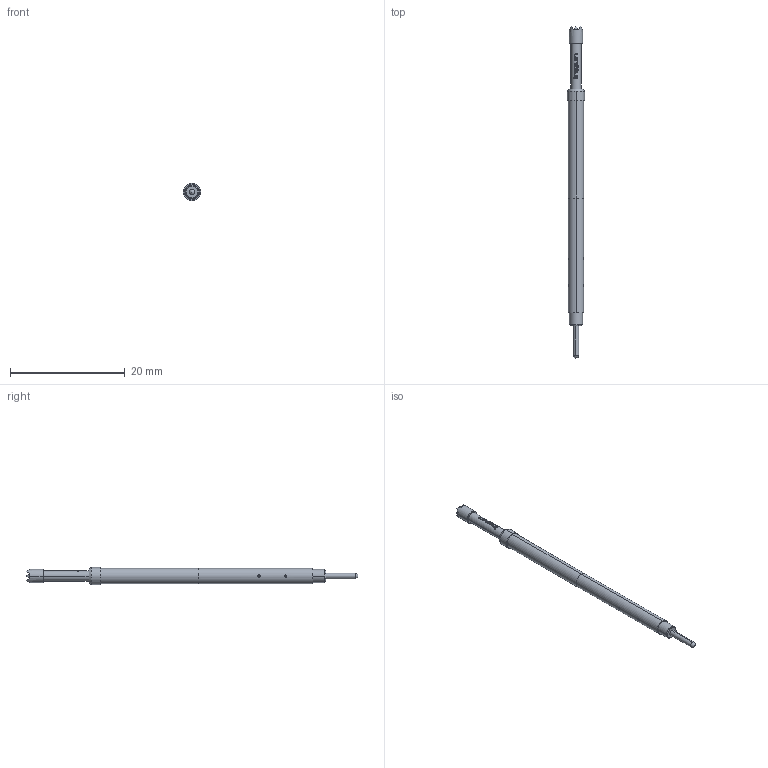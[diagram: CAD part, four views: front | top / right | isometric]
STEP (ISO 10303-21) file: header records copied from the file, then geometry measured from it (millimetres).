
FILE_DESCRIPTION (( 'STEP AP203' ), '1' );
FILE_NAME ('INGUN_SKS-425_306_230_A_xx02_E.STEP', '2022-02-21T06:59:43', ( 'ochi' ), ( '' ), 'SwSTEP 2.0', 'SolidWorks 2018', '' );
FILE_SCHEMA (( 'CONFIG_CONTROL_DESIGN' ));
Length unit declared in the file: millimetre
Products named in the file (1): INGUN_SKS-425_306_230_A_xx02_E
Bounding box: 3 x 57.9 x 3 mm (x, y, z)
Volume: 260.8 mm3; surface area: 442.3 mm2
Topology: 1 solids, 1 shells, 141 faces, 339 edges, 215 vertices
Faces by surface type: plane 86, bspline 30, cylinder 20, cone 4, sphere 1
Entity records: 4971 total; most frequent: CARTESIAN_POINT 1953, ORIENTED_EDGE 672, DIRECTION 506, EDGE_CURVE 336, VERTEX_POINT 213, AXIS2_PLACEMENT_3D 190, EDGE_LOOP 157, FACE_OUTER_BOUND 141
